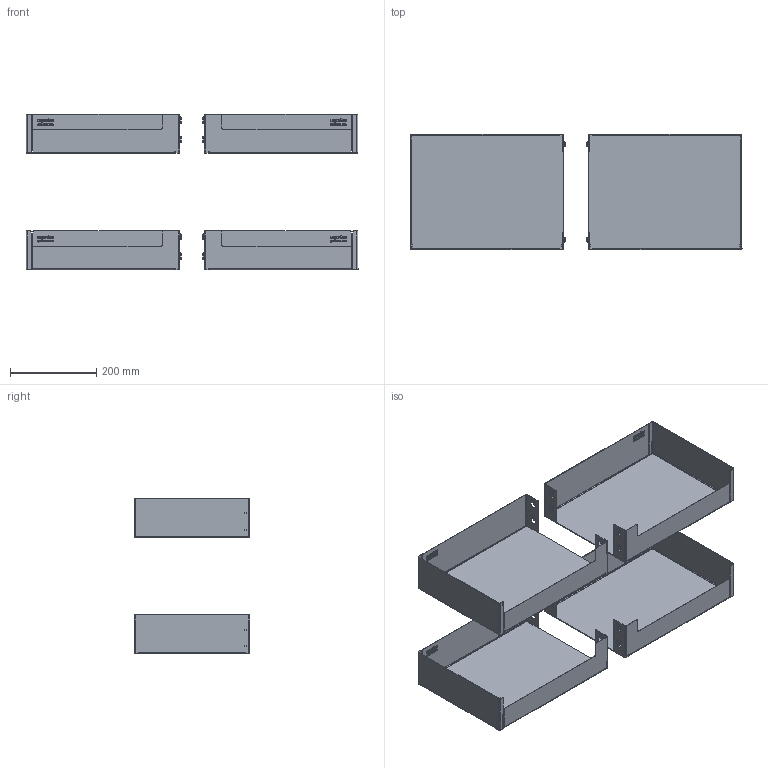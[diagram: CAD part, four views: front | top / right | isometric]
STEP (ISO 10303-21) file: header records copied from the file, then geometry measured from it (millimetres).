
FILE_DESCRIPTION(/* description */ (''),/* implementation_level */ '2;1');
FILE_NAME(/* name */ '3D_500-0353-XX.stp',/* time_stamp */ '2022-03-17T11:15:19+01:00',/* author */ ('as'),/* organization */ (''),/* preprocessor_version */ 'ST-DEVELOPER v18.1',/* originating_system */ 'Autodesk Inventor 2021',/* authorisation */ '');
FILE_SCHEMA (('CONFIG_CONTROL_DESIGN'));
Products named in the file (1): Pegasus Tablar Set Liro 900 
Bounding box: 767.8 x 267 x 360 mm (x, y, z)
Volume: 880071.7 mm3; surface area: 1419969 mm2
Topology: 4 solids, 4 shells, 2556 faces, 6680 edges, 4316 vertices
Faces by surface type: plane 1912, cylinder 484, bspline 64, torus 64, cone 32
Entity records: 88851 total; most frequent: CARTESIAN_POINT 22833, ORIENTED_EDGE 13360, DIRECTION 12634, EDGE_CURVE 6680, LINE 5456, VECTOR 5456, VERTEX_POINT 4316, AXIS2_PLACEMENT_3D 3589
